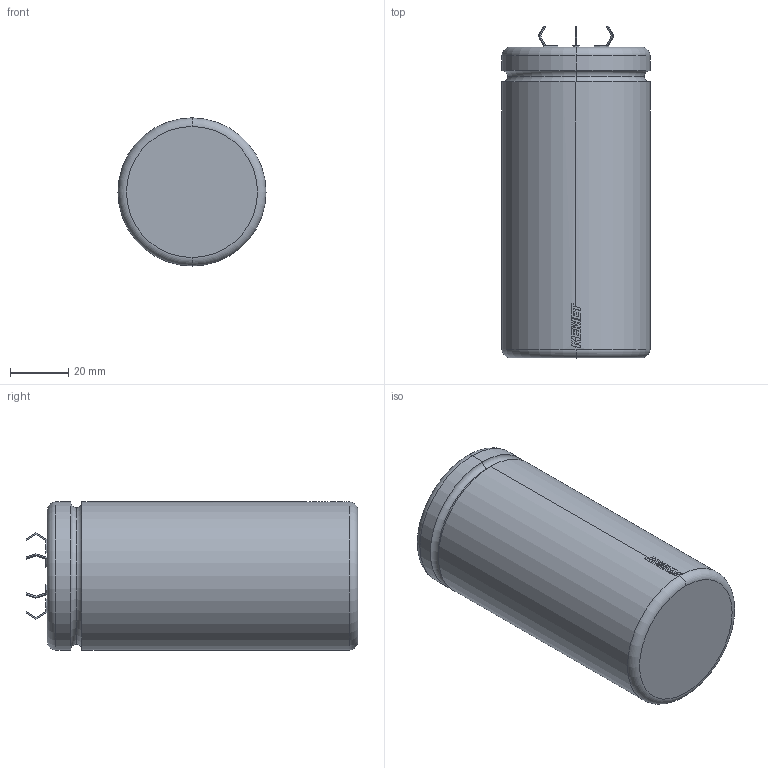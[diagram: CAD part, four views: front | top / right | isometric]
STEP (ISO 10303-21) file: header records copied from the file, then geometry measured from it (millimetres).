
FILE_DESCRIPTION (( 'STEP AP214' ), '1' );
FILE_NAME ('CARS_K5P_50X105_D51L107S25LL7.3F2.1.STEP', '2020-06-11T16:40:26', ( '' ), ( '' ), 'SwSTEP 2.0', 'SolidWorks 2014', '' );
FILE_SCHEMA (( 'AUTOMOTIVE_DESIGN' ));
Length unit declared in the file: millimetre
Products named in the file (1): CARS_K5P_50X105_D51L107S25LL7.3F2.1
Bounding box: 51 x 114.29 x 51 mm (x, y, z)
Volume: 217083.2 mm3; surface area: 21251.1 mm2
Topology: 1 solids, 1 shells, 148 faces, 401 edges, 260 vertices
Faces by surface type: plane 94, bspline 31, cylinder 15, torus 8
Entity records: 5022 total; most frequent: CARTESIAN_POINT 1358, ORIENTED_EDGE 802, DIRECTION 530, EDGE_CURVE 401, VERTEX_POINT 260, VECTOR 246, LINE 246, EDGE_LOOP 153
